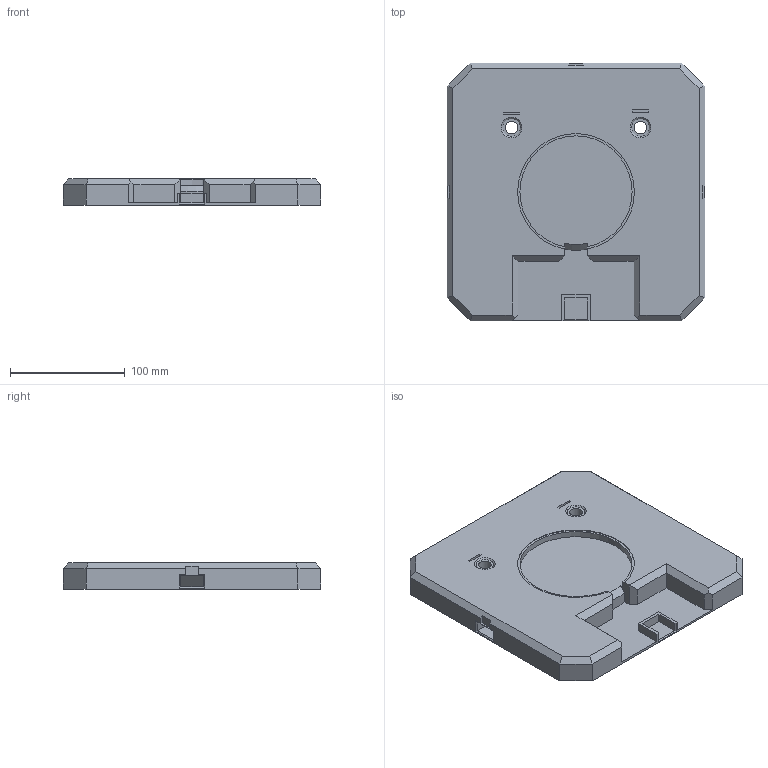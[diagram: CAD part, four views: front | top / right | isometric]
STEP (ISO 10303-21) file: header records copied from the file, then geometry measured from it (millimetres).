
FILE_DESCRIPTION(/* description */ ('STEP AP242','CAx-IF Rec.Pracs.---Representation and Presentation of Product Manufacturing Information (PMI)---4.0---2014-10-13','CAx-IF Rec.Pracs.---3D Tessellated Geometry---0.4---2014-09-14','2;1'),/* implementation_level */ '2;1');
FILE_NAME(/* name */ '64ee6abe02e7e00fe6df1898',/* time_stamp */ '2023-08-29T22:01:35Z',/* author */ (''),/* organization */ (''),/* preprocessor_version */ 'ST-DEVELOPER v19.4',/* originating_system */ ' ',/* authorisation */ ' ');
FILE_SCHEMA (('AP242_MANAGED_MODEL_BASED_3D_ENGINEERING_MIM_LF { 1 0 10303 442 1 1 4 }'));
Length unit declared in the file: metre
Products named in the file (1): Part 1
Bounding box: 225 x 225 x 23 mm (x, y, z)
Volume: 962614 mm3; surface area: 125653 mm2
Topology: 1 solids, 1 shells, 103 faces, 271 edges, 174 vertices
Faces by surface type: plane 95, cylinder 5, cone 3
Full cylindrical faces by diameter (mm): 11 x2
Entity records: 3112 total; most frequent: CARTESIAN_POINT 551, ORIENTED_EDGE 534, DIRECTION 488, EDGE_CURVE 267, LINE 250, VECTOR 250, VERTEX_POINT 174, AXIS2_PLACEMENT_3D 119
